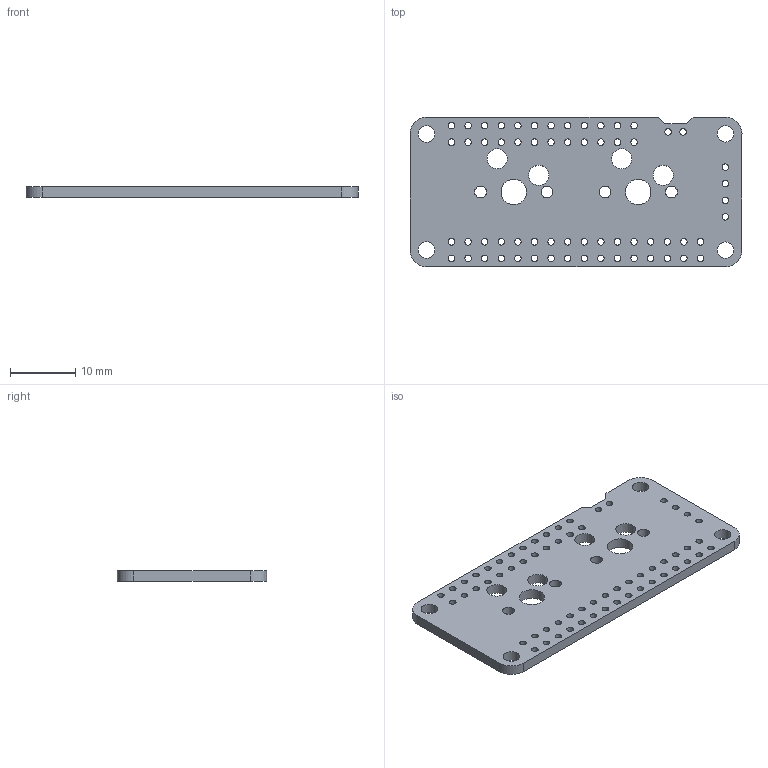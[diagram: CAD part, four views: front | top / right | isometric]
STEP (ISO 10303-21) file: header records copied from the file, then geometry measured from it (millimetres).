
FILE_DESCRIPTION(('KiCad electronic assembly'),'2;1');
FILE_NAME('kicadBoard.step','2022-11-05T13:53:02',('Pcbnew'),('Kicad'), 'Open CASCADE STEP processor 7.6','KiCad to STEP converter','Unknown' );
FILE_SCHEMA(('AUTOMOTIVE_DESIGN { 1 0 10303 214 1 1 1 1 }'));
Length unit declared in the file: millimetre
Products named in the file (2): kicadBoard 1; _autosave-kicadBoard PCB
Assembly tree (1 placements, depth 2):
  kicadBoard 1
    _autosave-kicadBoard PCB
Bounding box: 50.8 x 22.86 x 1.6 mm (x, y, z)
Volume: 1630.4 mm3; surface area: 2767.7 mm2
Topology: 1 solids, 1 shells, 90 faces, 264 edges, 176 vertices
Faces by surface type: cylinder 80, plane 10
Full cylindrical faces by diameter (mm): 1 x62, 1.813 x4, 2.5 x2, 2.54 x2, 3.063 x4, 3.9 x2
Entity records: 7351 total; most frequent: CARTESIAN_POINT 2020, DIRECTION 976, ORIENTED_EDGE 528, PCURVE 528, DEFINITIONAL_REPRESENTATION 528, LINE 472, VECTOR 472, EDGE_CURVE 264
